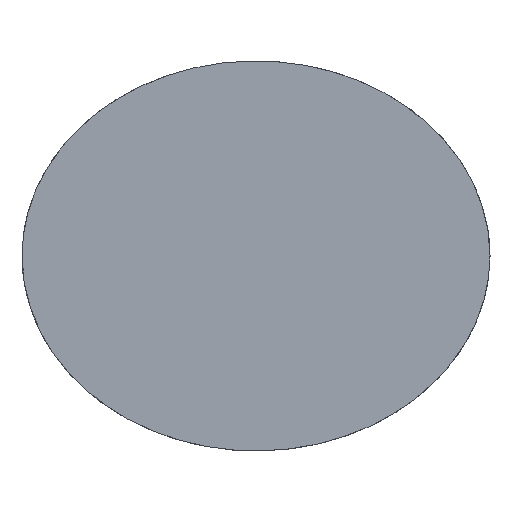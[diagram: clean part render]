
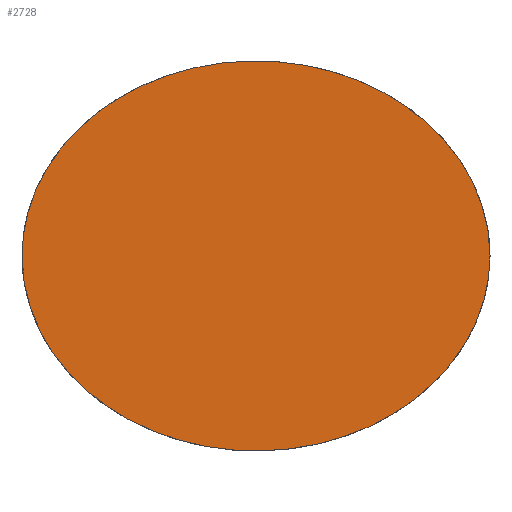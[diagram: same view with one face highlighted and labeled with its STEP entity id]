
A CAD part, top view. The second image highlights one B-rep face of the part: STEP entity #2728.
In plain terms, the highlighted planar face has unit normal (0, 0, 1).
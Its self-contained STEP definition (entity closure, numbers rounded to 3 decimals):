
#2452=CARTESIAN_POINT('Vertex',(-1500.,0.,400.)) ;
#2456=CARTESIAN_POINT('Control Point',(1500.,0.,400.)) ;
#2457=CARTESIAN_POINT('Control Point',(1500.,95.329,400.)) ;
#2458=CARTESIAN_POINT('Control Point',(1489.095,190.658,400.)) ;
#2459=CARTESIAN_POINT('Control Point',(1467.284,284.832,400.)) ;
#2460=CARTESIAN_POINT('Control Point',(1401.543,470.944,400.)) ;
#2461=CARTESIAN_POINT('Control Point',(1294.258,643.175,400.)) ;
#2462=CARTESIAN_POINT('Control Point',(1229.83,725.675,400.)) ;
#2463=CARTESIAN_POINT('Control Point',(1079.876,881.784,400.)) ;
#2464=CARTESIAN_POINT('Control Point',(895.885,1010.249,400.)) ;
#2465=CARTESIAN_POINT('Control Point',(794.667,1067.442,400.)) ;
#2466=CARTESIAN_POINT('Control Point',(577.289,1165.065,400.)) ;
#2467=CARTESIAN_POINT('Control Point',(340.629,1223.975,400.)) ;
#2468=CARTESIAN_POINT('Control Point',(217.673,1243.296,400.)) ;
#2469=CARTESIAN_POINT('Control Point',(-31.153,1260.44,400.)) ;
#2470=CARTESIAN_POINT('Control Point',(-278.916,1234.763,400.)) ;
#2471=CARTESIAN_POINT('Control Point',(-400.71,1211.262,400.)) ;
#2472=CARTESIAN_POINT('Control Point',(-633.923,1144.405,400.)) ;
#2473=CARTESIAN_POINT('Control Point',(-846.028,1039.638,400.)) ;
#2474=CARTESIAN_POINT('Control Point',(-944.169,979.203,400.)) ;
#2475=CARTESIAN_POINT('Control Point',(-1121.402,844.958,400.)) ;
#2476=CARTESIAN_POINT('Control Point',(-1263.449,684.346,400.)) ;
#2477=CARTESIAN_POINT('Control Point',(-1323.76,599.975,400.)) ;
#2478=CARTESIAN_POINT('Control Point',(-1417.665,433.476,400.)) ;
#2479=CARTESIAN_POINT('Control Point',(-1473.669,255.731,400.)) ;
#2480=CARTESIAN_POINT('Control Point',(-1491.223,171.043,400.)) ;
#2481=CARTESIAN_POINT('Control Point',(-1500.,85.522,400.)) ;
#2482=CARTESIAN_POINT('Control Point',(-1500.,0.,400.)) ;
#2483=CARTESIAN_POINT('Vertex',(1500.,0.,400.)) ;
#2536=CARTESIAN_POINT('Control Point',(-1500.,0.,400.)) ;
#2537=CARTESIAN_POINT('Control Point',(-1500.,-95.329,400.)) ;
#2538=CARTESIAN_POINT('Control Point',(-1489.095,-190.658,400.)) ;
#2539=CARTESIAN_POINT('Control Point',(-1467.284,-284.832,400.)) ;
#2540=CARTESIAN_POINT('Control Point',(-1401.543,-470.944,400.)) ;
#2541=CARTESIAN_POINT('Control Point',(-1294.258,-643.175,400.)) ;
#2542=CARTESIAN_POINT('Control Point',(-1229.83,-725.675,400.)) ;
#2543=CARTESIAN_POINT('Control Point',(-1079.876,-881.784,400.)) ;
#2544=CARTESIAN_POINT('Control Point',(-895.885,-1010.249,400.)) ;
#2545=CARTESIAN_POINT('Control Point',(-794.667,-1067.442,400.)) ;
#2546=CARTESIAN_POINT('Control Point',(-577.289,-1165.065,400.)) ;
#2547=CARTESIAN_POINT('Control Point',(-340.629,-1223.975,400.)) ;
#2548=CARTESIAN_POINT('Control Point',(-217.673,-1243.296,400.)) ;
#2549=CARTESIAN_POINT('Control Point',(31.153,-1260.44,400.)) ;
#2550=CARTESIAN_POINT('Control Point',(278.916,-1234.763,400.)) ;
#2551=CARTESIAN_POINT('Control Point',(400.71,-1211.262,400.)) ;
#2552=CARTESIAN_POINT('Control Point',(633.923,-1144.405,400.)) ;
#2553=CARTESIAN_POINT('Control Point',(846.028,-1039.638,400.)) ;
#2554=CARTESIAN_POINT('Control Point',(944.169,-979.203,400.)) ;
#2555=CARTESIAN_POINT('Control Point',(1121.402,-844.958,400.)) ;
#2556=CARTESIAN_POINT('Control Point',(1263.449,-684.346,400.)) ;
#2557=CARTESIAN_POINT('Control Point',(1323.76,-599.975,400.)) ;
#2558=CARTESIAN_POINT('Control Point',(1417.665,-433.476,400.)) ;
#2559=CARTESIAN_POINT('Control Point',(1473.669,-255.731,400.)) ;
#2560=CARTESIAN_POINT('Control Point',(1491.223,-171.043,400.)) ;
#2561=CARTESIAN_POINT('Control Point',(1500.,-85.522,400.)) ;
#2562=CARTESIAN_POINT('Control Point',(1500.,0.,400.)) ;
#2719=CARTESIAN_POINT('Axis2P3D Location',(0.,0.,400.)) ;
#2720=DIRECTION('Axis2P3D Direction',(0.,0.,1.)) ;
#2721=DIRECTION('Axis2P3D XDirection',(1.,0.,-0.)) ;
#2722=AXIS2_PLACEMENT_3D('Plane Axis2P3D',#2719,#2720,#2721) ;
#2725=ORIENTED_EDGE('',*,*,#2485,.T.) ;
#2726=ORIENTED_EDGE('',*,*,#2563,.T.) ;
#2728=ADVANCED_FACE('Cortar-Extruir1',(#2727),#2723,.T.) ;
#2455=B_SPLINE_CURVE_WITH_KNOTS('',5,(#2456,#2457,#2458,#2459,#2460,#2461,#2462,#2463,#2464,#2465,#2466,#2467,#2468,#2469,#2470,#2471,#2472,#2473,#2474,#2475,#2476,#2477,#2478,#2479,#2480,#2481,#2482),.UNSPECIFIED.,.F.,.U.,(6,3,3,3,3,3,3,3,6),(0.,1052.945,2133.208,3251.127,4394.559,5537.032,6652.577,7730.389,8675.006),.UNSPECIFIED.) ;
#2535=B_SPLINE_CURVE_WITH_KNOTS('',5,(#2536,#2537,#2538,#2539,#2540,#2541,#2542,#2543,#2544,#2545,#2546,#2547,#2548,#2549,#2550,#2551,#2552,#2553,#2554,#2555,#2556,#2557,#2558,#2559,#2560,#2561,#2562),.UNSPECIFIED.,.F.,.U.,(6,3,3,3,3,3,3,3,6),(0.,1052.945,2133.208,3251.127,4394.559,5537.032,6652.577,7730.389,8675.006),.UNSPECIFIED.) ;
#2485=EDGE_CURVE('',#2484,#2453,#2455,.T.) ;
#2563=EDGE_CURVE('',#2453,#2484,#2535,.T.) ;
#2724=EDGE_LOOP('',(#2725,#2726)) ;
#2727=FACE_OUTER_BOUND('',#2724,.T.) ;
#2723=PLANE('Plane',#2722) ;
#2453=VERTEX_POINT('',#2452) ;
#2484=VERTEX_POINT('',#2483) ;
